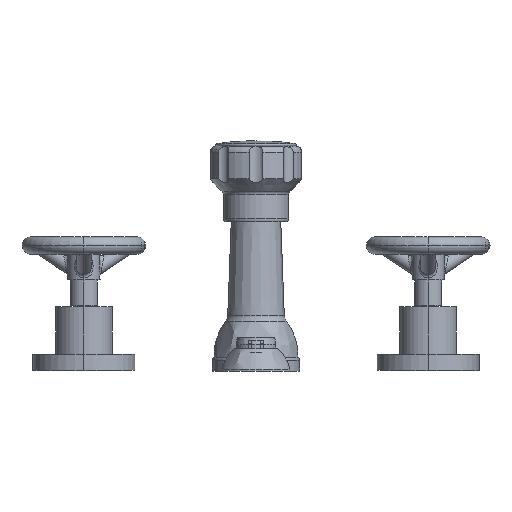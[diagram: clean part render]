
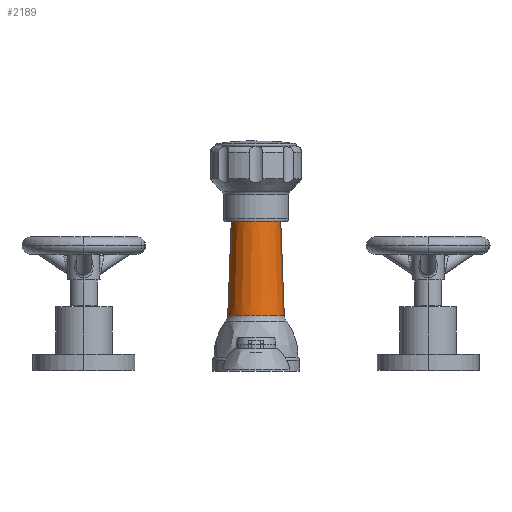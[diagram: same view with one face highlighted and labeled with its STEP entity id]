
A CAD part, top view. The second image highlights one B-rep face of the part: STEP entity #2189.
In plain terms, the highlighted conical face has half-angle 2.15 degrees and reference radius 15.652 mm.
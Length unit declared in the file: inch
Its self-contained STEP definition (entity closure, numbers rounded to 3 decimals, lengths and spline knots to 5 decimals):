
#1434=CARTESIAN_POINT('',(0.,3.468,-9.));
#1435=DIRECTION('',(0.,-1.,0.));
#1436=DIRECTION('',(1.,0.,0.));
#1437=AXIS2_PLACEMENT_3D('',#1434,#1435,#1436);
#1444=DIRECTION('',(0.038,0.999,0.));
#1445=VECTOR('',#1444,2.16618);
#1446=CARTESIAN_POINT('',(-0.65687,1.30334,
-9.));
#1447=LINE('',#1446,#1445);
#1448=DIRECTION('',(-0.038,0.999,0.));
#1449=VECTOR('',#1448,2.16618);
#1450=CARTESIAN_POINT('',(0.65687,1.30334,
-9.));
#1451=LINE('',#1450,#1449);
#1467=CARTESIAN_POINT('',(0.,1.30334,-9.));
#1468=DIRECTION('',(0.,-1.,0.));
#1469=DIRECTION('',(1.,0.,0.));
#1470=AXIS2_PLACEMENT_3D('',#1467,#1468,#1469);
#1562=CARTESIAN_POINT('',(-0.65687,1.30334,-9.));
#1563=CARTESIAN_POINT('',(0.65687,1.30334,-9.));
#1564=VERTEX_POINT('',#1562);
#1565=VERTEX_POINT('',#1563);
#1656=CARTESIAN_POINT('',(0.57559,3.468,-9.));
#1657=CARTESIAN_POINT('',(-0.57559,3.468,-9.));
#1658=VERTEX_POINT('',#1656);
#1659=VERTEX_POINT('',#1657);
#2175=CARTESIAN_POINT('',(0.,2.38567,-9.));
#2176=DIRECTION('',(0.,-1.,0.));
#2177=DIRECTION('',(-1.,0.,0.));
#2178=AXIS2_PLACEMENT_3D('',#2175,#2176,#2177);
#2179=CONICAL_SURFACE('',#2178,0.61623,2.15);
#2180=ORIENTED_EDGE('',*,*,#2168,.F.);
#2182=ORIENTED_EDGE('',*,*,#2181,.F.);
#2184=ORIENTED_EDGE('',*,*,#2183,.T.);
#2186=ORIENTED_EDGE('',*,*,#2185,.T.);
#2187=EDGE_LOOP('',(#2180,#2182,#2184,#2186));
#2188=FACE_OUTER_BOUND('',#2187,.F.);
#2189=ADVANCED_FACE('',(#2188),#2179,.T.);
#1438=CIRCLE('',#1437,0.57559);
#1471=CIRCLE('',#1470,0.65687);
#2168=EDGE_CURVE('',#1658,#1659,#1438,.T.);
#2181=EDGE_CURVE('',#1565,#1658,#1451,.T.);
#2183=EDGE_CURVE('',#1565,#1564,#1471,.T.);
#2185=EDGE_CURVE('',#1564,#1659,#1447,.T.);
